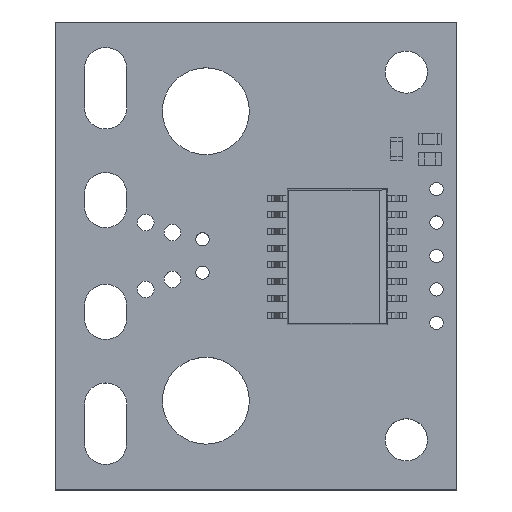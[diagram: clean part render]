
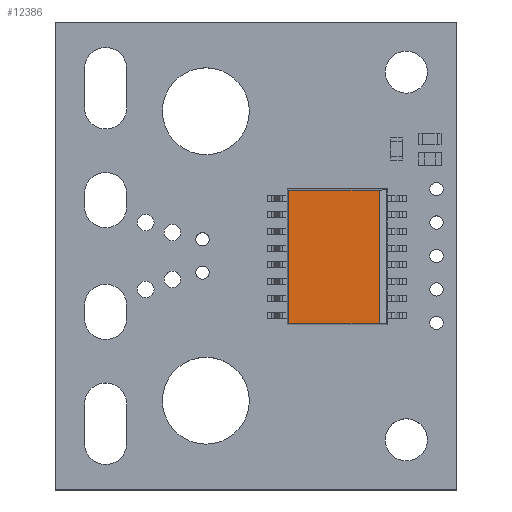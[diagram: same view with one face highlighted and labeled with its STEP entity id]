
A CAD part, top view. The second image highlights one B-rep face of the part: STEP entity #12386.
In plain terms, the highlighted planar face has unit normal (0, 0, 1).
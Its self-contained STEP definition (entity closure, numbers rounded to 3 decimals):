
#802 = FACE_OUTER_BOUND ( 'NONE', #8511, .T. ) ;
#1865 = CARTESIAN_POINT ( 'NONE',  ( 24.607, 17.72, 4.187 ) ) ;
#1898 = VECTOR ( 'NONE', #14494, 1000. ) ;
#2062 = PLANE ( 'NONE',  #12244 ) ;
#2631 = DIRECTION ( 'NONE',  ( 1., 0., 0. ) ) ;
#3170 = VERTEX_POINT ( 'NONE', #10728 ) ;
#3197 = CARTESIAN_POINT ( 'NONE',  ( 21.402, 17.72, 4.187 ) ) ;
#3760 = LINE ( 'NONE', #13669, #11286 ) ;
#4291 = CARTESIAN_POINT ( 'NONE',  ( 21.402, 22.775, 4.187 ) ) ;
#5360 = DIRECTION ( 'NONE',  ( 0., -1., 0. ) ) ;
#5604 = ORIENTED_EDGE ( 'NONE', *, *, #10049, .T. ) ;
#6194 = ORIENTED_EDGE ( 'NONE', *, *, #12754, .T. ) ;
#6358 = LINE ( 'NONE', #9129, #11463 ) ;
#6642 = CARTESIAN_POINT ( 'NONE',  ( 24.607, 12.665, 4.187 ) ) ;
#6741 = ORIENTED_EDGE ( 'NONE', *, *, #12928, .T. ) ;
#7249 = DIRECTION ( 'NONE',  ( 0., 0., -1. ) ) ;
#7412 = CARTESIAN_POINT ( 'NONE',  ( 17.702, 22.775, 4.187 ) ) ;
#7992 = VECTOR ( 'NONE', #14201, 1000. ) ;
#8511 = EDGE_LOOP ( 'NONE', ( #6194, #10478, #5604, #6741 ) ) ;
#8825 = EDGE_CURVE ( 'NONE', #13373, #3170, #13181, .T. ) ;
#9129 = CARTESIAN_POINT ( 'NONE',  ( 21.402, 12.665, 4.187 ) ) ;
#10049 = EDGE_CURVE ( 'NONE', #3170, #10324, #10210, .T. ) ;
#10210 = LINE ( 'NONE', #4291, #7992 ) ;
#10324 = VERTEX_POINT ( 'NONE', #7412 ) ;
#10478 = ORIENTED_EDGE ( 'NONE', *, *, #8825, .T. ) ;
#10728 = CARTESIAN_POINT ( 'NONE',  ( 24.607, 22.775, 4.187 ) ) ;
#11286 = VECTOR ( 'NONE', #5360, 1000. ) ;
#11463 = VECTOR ( 'NONE', #2631, 1000. ) ;
#12244 = AXIS2_PLACEMENT_3D ( 'NONE', #3197, #7249, #14342 ) ;
#12386 = ADVANCED_FACE ( 'NONE', ( #802 ), #2062, .F. ) ;
#12754 = EDGE_CURVE ( 'NONE', #14137, #13373, #6358, .T. ) ;
#12928 = EDGE_CURVE ( 'NONE', #10324, #14137, #3760, .T. ) ;
#13181 = LINE ( 'NONE', #1865, #1898 ) ;
#13373 = VERTEX_POINT ( 'NONE', #6642 ) ;
#13669 = CARTESIAN_POINT ( 'NONE',  ( 17.702, 17.72, 4.187 ) ) ;
#14137 = VERTEX_POINT ( 'NONE', #15498 ) ;
#14201 = DIRECTION ( 'NONE',  ( -1., 0., 0. ) ) ;
#14342 = DIRECTION ( 'NONE',  ( 0., 1., 0. ) ) ;
#14494 = DIRECTION ( 'NONE',  ( 0., 1., 0. ) ) ;
#15498 = CARTESIAN_POINT ( 'NONE',  ( 17.702, 12.665, 4.187 ) ) ;
